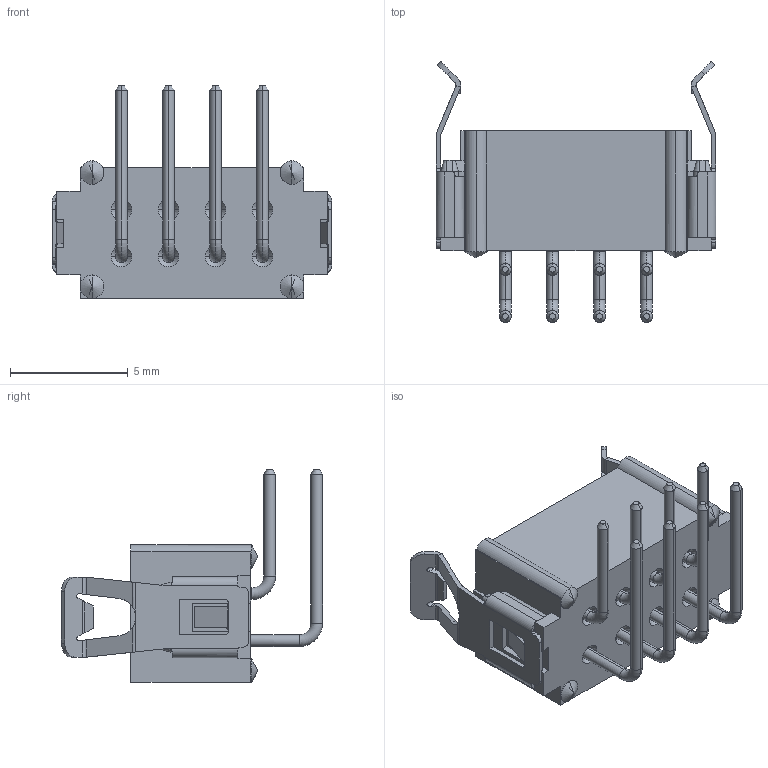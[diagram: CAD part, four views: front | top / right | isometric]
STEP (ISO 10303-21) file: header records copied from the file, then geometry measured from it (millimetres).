
FILE_DESCRIPTION((''),'2;1');
FILE_NAME('M80-8660822_ASM','2011-09-07T',('wbourne'),(''),'PRO/ENGINEER BY PARAMETRIC TECHNOLOGY CORPORATION, 2010280','PRO/ENGINEER BY PARAMETRIC TECHNOLOGY CORPORATION, 2010280','');
FILE_SCHEMA(('CONFIG_CONTROL_DESIGN','SHAPE_APPEARANCE_LAYERS_GROUPS'));
Length unit declared in the file: millimetre
Products named in the file (6): M80-1020898_SEPARATE_ROWS; M80-868-PIN1; M80-868-PIN2; M80-8680822_ASM; M80-001XXXX; M80-8660822_ASM
Assembly tree (12 placements, depth 3):
  M80-8660822_ASM
    M80-8680822_ASM
      M80-1020898_SEPARATE_ROWS
      M80-868-PIN1  x4
      M80-868-PIN2  x4
    M80-001XXXX  x2
Bounding box: 11.9 x 11.1 x 9.05 mm (x, y, z)
Volume: 196.8 mm3; surface area: 699.6 mm2
Topology: 11 solids, 11 shells, 533 faces, 1332 edges, 826 vertices
Faces by surface type: plane 273, cylinder 140, cone 72, bspline 32, torus 16
Entity records: 11567 total; most frequent: CARTESIAN_POINT 2062, DIRECTION 1493, ORIENTED_EDGE 1478, PRESENTATION_STYLE_ASSIGNMENT 743, STYLED_ITEM 743, CURVE_STYLE 739, EDGE_CURVE 739, AXIS2_PLACEMENT_3D 505
